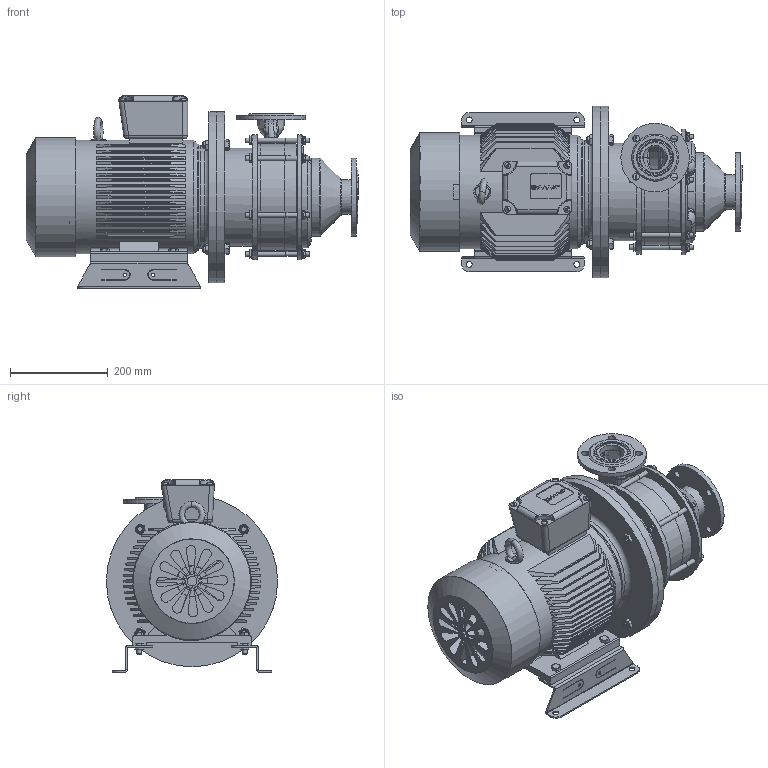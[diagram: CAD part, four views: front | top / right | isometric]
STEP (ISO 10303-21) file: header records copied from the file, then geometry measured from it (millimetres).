
FILE_DESCRIPTION(('STEP AP203'), '1');
FILE_NAME('ÂÊñ 20õ15', '2016-09-02T14:00:22', ('UNSPECIFIED'), ('UNSPECIFIED'), 'ASCON STEP Converter 1.3', 'ASCON Math Kernel', '');
FILE_SCHEMA(('CONFIG_CONTROL_DESIGN'));
Length unit declared in the file: millimetre
Products named in the file (39): 8.02.000; 11.11.001-01; 8.02.005; 8.21.000; 8.21.001; 8.21.002; 8.21.003; 8.01.005; 8.01.000 捘; 8.01.001; 8.01.003; 8.01.002; 11.11.001-02; 8.011.000; 8.011.001; 8.011.002; 8.01.004; âåíòèëÿòîð ÀÈÐ 90SLDPRT; êîæóõ ÀÈÐ 90SLDPRT
Assembly tree (77 placements, depth 4):
  (unnamed)
    8.02.000
      11.11.001-01
      8.02.005
      8.21.000
        8.21.001
        8.21.002
        8.21.003
        8.01.005
    8.01.000 捘
      8.01.001
      8.01.005
      8.01.003
      8.01.002
      11.11.001-02
      8.011.000
        8.011.001
        8.011.002
      8.01.004
    (unnamed)
      (unnamed)
      (unnamed)
      (unnamed)
    (unnamed)  x6
    (unnamed)  x6
    (unnamed)  x15
    (unnamed)  x6
    (unnamed)  x4
    (unnamed)  x4
    (unnamed)
      (unnamed)
      (unnamed)
      (unnamed)
      âåíòèëÿòîð ÀÈÐ 90SLDPRT
      êîæóõ ÀÈÐ 90SLDPRT
      (unnamed)
    (unnamed)  x4
    (unnamed)  x2
    (unnamed)
Bounding box: 678.66 x 350.01 x 392.87 mm (x, y, z)
Volume: 19388968.7 mm3; surface area: 2336016.5 mm2
Topology: 71 solids, 72 shells, 2186 faces, 5162 edges, 3127 vertices
Faces by surface type: plane 844, cylinder 672, bspline 248, cone 218, torus 159, sphere 45
Full cylindrical faces by diameter (mm): 2.5 x4, 3.2 x4, 6.7 x4, 8.376 x1, 8.647 x15, 10 x10, 10.5 x6, 11 x6, 11.835 x4, 12 x29, 14 x12, 15 x4, 15.2 x4, 16 x4, 18 x6, 19.844 x1, 20 x6, 24 x2, 34 x1, 35 x1, 38 x3, 39 x2, 42 x2, 46 x1, 50 x1, 65 x2, 66 x1, 70.343 x1, 78 x1, 82 x1
Entity records: 104847 total; most frequent: CARTESIAN_POINT 49525, ORIENTED_EDGE 7940, DIRECTION 7606, EDGE_CURVE 3972, AXIS2_PLACEMENT_3D 3073, VERTEX_POINT 2544, EDGE_LOOP 2183, FACE_BOUND 1848
